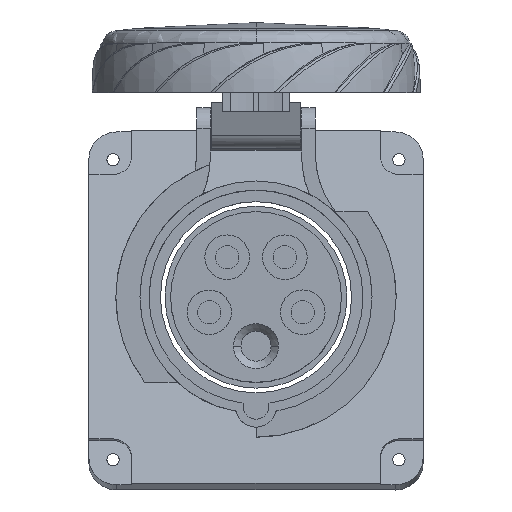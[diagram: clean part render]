
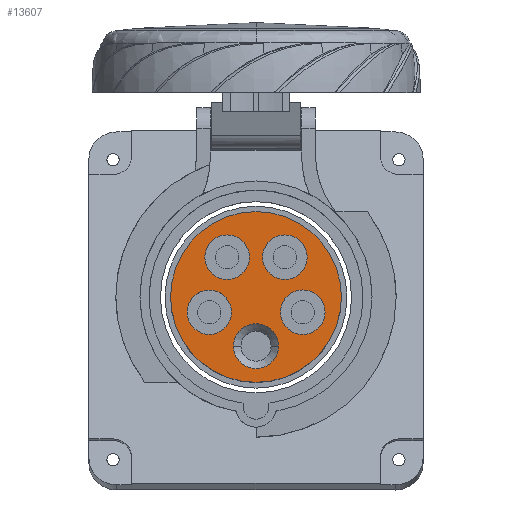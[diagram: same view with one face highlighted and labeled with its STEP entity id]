
A CAD part, top view. The second image highlights one B-rep face of the part: STEP entity #13607.
In plain terms, the highlighted planar face has unit normal (0, 0, 1).
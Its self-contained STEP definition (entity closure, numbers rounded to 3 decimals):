
#12698=CARTESIAN_POINT('',(0.,0.,1.));
#12699=DIRECTION('',(0.,0.,-1.));
#12700=DIRECTION('',(0.,-1.,0.));
#12701=AXIS2_PLACEMENT_3D('',#12698,#12699,#12700);
#12703=CARTESIAN_POINT('',(0.,0.,1.));
#12704=DIRECTION('',(0.,0.,-1.));
#12705=DIRECTION('',(0.,1.,0.));
#12706=AXIS2_PLACEMENT_3D('',#12703,#12704,#12705);
#12708=CARTESIAN_POINT('',(-12.601,-4.094,1.));
#12709=DIRECTION('',(0.,0.,1.));
#12710=DIRECTION('',(1.,0.,0.));
#12711=AXIS2_PLACEMENT_3D('',#12708,#12709,#12710);
#12713=CARTESIAN_POINT('',(-12.601,-4.094,1.));
#12714=DIRECTION('',(0.,0.,1.));
#12715=DIRECTION('',(-1.,0.,0.));
#12716=AXIS2_PLACEMENT_3D('',#12713,#12714,#12715);
#12718=CARTESIAN_POINT('',(-7.788,10.719,1.));
#12719=DIRECTION('',(0.,0.,1.));
#12720=DIRECTION('',(1.,0.,0.));
#12721=AXIS2_PLACEMENT_3D('',#12718,#12719,#12720);
#12723=CARTESIAN_POINT('',(-7.788,10.719,1.));
#12724=DIRECTION('',(0.,0.,1.));
#12725=DIRECTION('',(-1.,0.,0.));
#12726=AXIS2_PLACEMENT_3D('',#12723,#12724,#12725);
#12728=CARTESIAN_POINT('',(7.788,10.719,1.));
#12729=DIRECTION('',(0.,0.,1.));
#12730=DIRECTION('',(1.,0.,0.));
#12731=AXIS2_PLACEMENT_3D('',#12728,#12729,#12730);
#12733=CARTESIAN_POINT('',(7.788,10.719,1.));
#12734=DIRECTION('',(0.,0.,1.));
#12735=DIRECTION('',(-1.,0.,0.));
#12736=AXIS2_PLACEMENT_3D('',#12733,#12734,#12735);
#12738=CARTESIAN_POINT('',(12.601,-4.094,1.));
#12739=DIRECTION('',(0.,0.,1.));
#12740=DIRECTION('',(1.,0.,0.));
#12741=AXIS2_PLACEMENT_3D('',#12738,#12739,#12740);
#12743=CARTESIAN_POINT('',(12.601,-4.094,1.));
#12744=DIRECTION('',(0.,0.,1.));
#12745=DIRECTION('',(-1.,0.,0.));
#12746=AXIS2_PLACEMENT_3D('',#12743,#12744,#12745);
#12748=CARTESIAN_POINT('',(0.,-13.25,1.));
#12749=DIRECTION('',(0.,0.,1.));
#12750=DIRECTION('',(-1.,0.,0.));
#12751=AXIS2_PLACEMENT_3D('',#12748,#12749,#12750);
#12753=CARTESIAN_POINT('',(0.,-13.25,1.));
#12754=DIRECTION('',(0.,0.,1.));
#12755=DIRECTION('',(0.,-1.,0.));
#12756=AXIS2_PLACEMENT_3D('',#12753,#12754,#12755);
#12758=CARTESIAN_POINT('',(0.,-13.25,1.));
#12759=DIRECTION('',(0.,0.,1.));
#12760=DIRECTION('',(1.,0.,0.));
#12761=AXIS2_PLACEMENT_3D('',#12758,#12759,#12760);
#12763=CARTESIAN_POINT('',(0.,-13.25,1.));
#12764=DIRECTION('',(0.,0.,1.));
#12765=DIRECTION('',(0.,1.,0.));
#12766=AXIS2_PLACEMENT_3D('',#12763,#12764,#12765);
#13370=CARTESIAN_POINT('',(0.,-23.,1.));
#13371=CARTESIAN_POINT('',(0.,23.,1.));
#13372=VERTEX_POINT('',#13370);
#13373=VERTEX_POINT('',#13371);
#13374=CARTESIAN_POINT('',(-6.63,-4.094,1.));
#13375=CARTESIAN_POINT('',(-18.573,-4.094,1.));
#13376=VERTEX_POINT('',#13374);
#13377=VERTEX_POINT('',#13375);
#13378=CARTESIAN_POINT('',(-1.788,10.719,1.));
#13379=CARTESIAN_POINT('',(-13.788,10.719,1.));
#13380=VERTEX_POINT('',#13378);
#13381=VERTEX_POINT('',#13379);
#13382=CARTESIAN_POINT('',(13.788,10.719,1.));
#13383=CARTESIAN_POINT('',(1.788,10.719,1.));
#13384=VERTEX_POINT('',#13382);
#13385=VERTEX_POINT('',#13383);
#13386=CARTESIAN_POINT('',(18.601,-4.094,1.));
#13387=CARTESIAN_POINT('',(6.601,-4.094,1.));
#13388=VERTEX_POINT('',#13386);
#13389=VERTEX_POINT('',#13387);
#13390=CARTESIAN_POINT('',(-6.05,-13.25,1.));
#13391=CARTESIAN_POINT('',(0.,-19.3,1.));
#13392=VERTEX_POINT('',#13390);
#13393=VERTEX_POINT('',#13391);
#13394=CARTESIAN_POINT('',(6.05,-13.25,1.));
#13395=VERTEX_POINT('',#13394);
#13396=CARTESIAN_POINT('',(0.,-7.2,1.));
#13397=VERTEX_POINT('',#13396);
#13562=CARTESIAN_POINT('',(0.,0.,1.));
#13563=DIRECTION('',(0.,0.,-1.));
#13564=DIRECTION('',(0.,1.,0.));
#13565=AXIS2_PLACEMENT_3D('',#13562,#13563,#13564);
#13566=PLANE('',#13565);
#13568=ORIENTED_EDGE('',*,*,#13567,.T.);
#13570=ORIENTED_EDGE('',*,*,#13569,.T.);
#13571=EDGE_LOOP('',(#13568,#13570));
#13572=FACE_OUTER_BOUND('',#13571,.F.);
#13574=ORIENTED_EDGE('',*,*,#13573,.T.);
#13576=ORIENTED_EDGE('',*,*,#13575,.T.);
#13577=EDGE_LOOP('',(#13574,#13576));
#13578=FACE_BOUND('',#13577,.F.);
#13580=ORIENTED_EDGE('',*,*,#13579,.T.);
#13582=ORIENTED_EDGE('',*,*,#13581,.T.);
#13583=EDGE_LOOP('',(#13580,#13582));
#13584=FACE_BOUND('',#13583,.F.);
#13586=ORIENTED_EDGE('',*,*,#13585,.T.);
#13588=ORIENTED_EDGE('',*,*,#13587,.T.);
#13589=EDGE_LOOP('',(#13586,#13588));
#13590=FACE_BOUND('',#13589,.F.);
#13592=ORIENTED_EDGE('',*,*,#13591,.T.);
#13594=ORIENTED_EDGE('',*,*,#13593,.T.);
#13595=EDGE_LOOP('',(#13592,#13594));
#13596=FACE_BOUND('',#13595,.F.);
#13598=ORIENTED_EDGE('',*,*,#13597,.T.);
#13600=ORIENTED_EDGE('',*,*,#13599,.T.);
#13602=ORIENTED_EDGE('',*,*,#13601,.T.);
#13604=ORIENTED_EDGE('',*,*,#13603,.T.);
#13605=EDGE_LOOP('',(#13598,#13600,#13602,#13604));
#13606=FACE_BOUND('',#13605,.F.);
#13607=ADVANCED_FACE('',(#13572,#13578,#13584,#13590,#13596,#13606),#13566,.F.);
#12702=CIRCLE('',#12701,23.);
#12707=CIRCLE('',#12706,23.);
#12712=CIRCLE('',#12711,5.972);
#12717=CIRCLE('',#12716,5.972);
#12722=CIRCLE('',#12721,6.);
#12727=CIRCLE('',#12726,6.);
#12732=CIRCLE('',#12731,6.);
#12737=CIRCLE('',#12736,6.);
#12742=CIRCLE('',#12741,6.);
#12747=CIRCLE('',#12746,6.);
#12752=CIRCLE('',#12751,6.05);
#12757=CIRCLE('',#12756,6.05);
#12762=CIRCLE('',#12761,6.05);
#12767=CIRCLE('',#12766,6.05);
#13567=EDGE_CURVE('',#13372,#13373,#12702,.T.);
#13569=EDGE_CURVE('',#13373,#13372,#12707,.T.);
#13573=EDGE_CURVE('',#13376,#13377,#12712,.T.);
#13575=EDGE_CURVE('',#13377,#13376,#12717,.T.);
#13579=EDGE_CURVE('',#13380,#13381,#12722,.T.);
#13581=EDGE_CURVE('',#13381,#13380,#12727,.T.);
#13585=EDGE_CURVE('',#13384,#13385,#12732,.T.);
#13587=EDGE_CURVE('',#13385,#13384,#12737,.T.);
#13591=EDGE_CURVE('',#13388,#13389,#12742,.T.);
#13593=EDGE_CURVE('',#13389,#13388,#12747,.T.);
#13597=EDGE_CURVE('',#13392,#13393,#12752,.T.);
#13599=EDGE_CURVE('',#13393,#13395,#12757,.T.);
#13601=EDGE_CURVE('',#13395,#13397,#12762,.T.);
#13603=EDGE_CURVE('',#13397,#13392,#12767,.T.);
